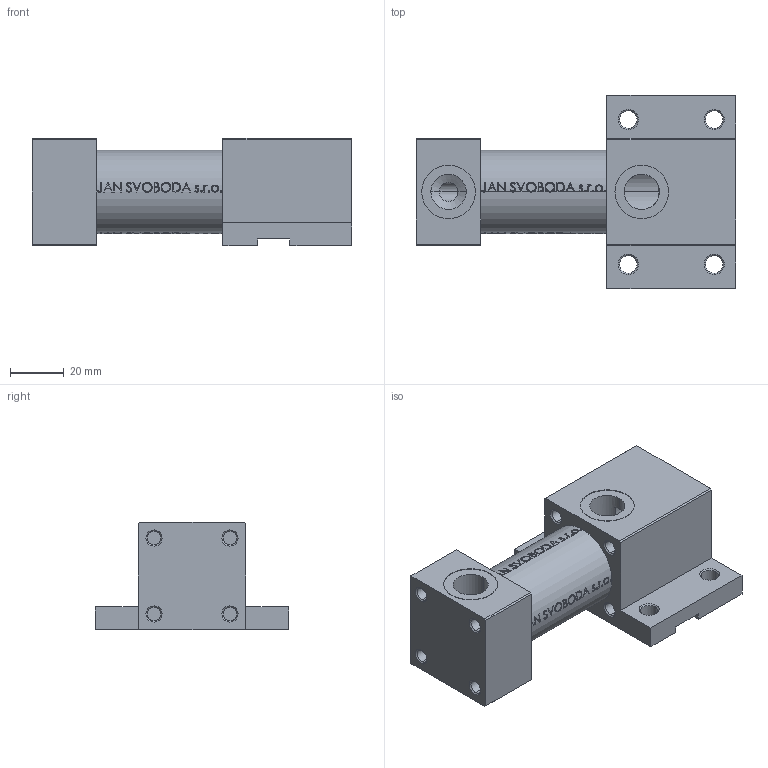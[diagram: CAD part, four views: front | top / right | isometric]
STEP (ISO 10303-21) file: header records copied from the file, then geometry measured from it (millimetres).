
FILE_DESCRIPTION (( 'STEP AP203' ), '1' );
FILE_NAME ('6234.STEP', '2022-01-07T20:18:19', ( '' ), ( '' ), 'SwSTEP 2.0', 'SolidWorks 2019', '' );
FILE_SCHEMA (( 'CONFIG_CONTROL_DESIGN' ));
Length unit declared in the file: millimetre
Products named in the file (1): 6234
Bounding box: 119 x 72 x 40 mm (x, y, z)
Volume: 102543.5 mm3; surface area: 38748 mm2
Topology: 1 solids, 1 shells, 898 faces, 2361 edges, 1542 vertices
Faces by surface type: bspline 380, plane 376, cylinder 90, cone 52
Entity records: 44848 total; most frequent: CARTESIAN_POINT 25410, ORIENTED_EDGE 4722, DIRECTION 2705, EDGE_CURVE 2361, VERTEX_POINT 1542, VECTOR 1255, LINE 1255, EDGE_LOOP 995
